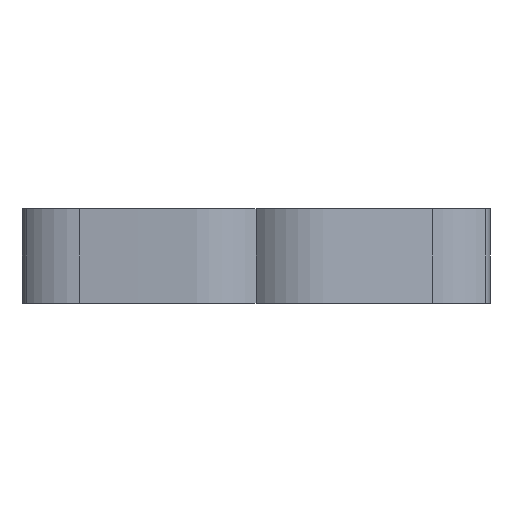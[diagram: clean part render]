
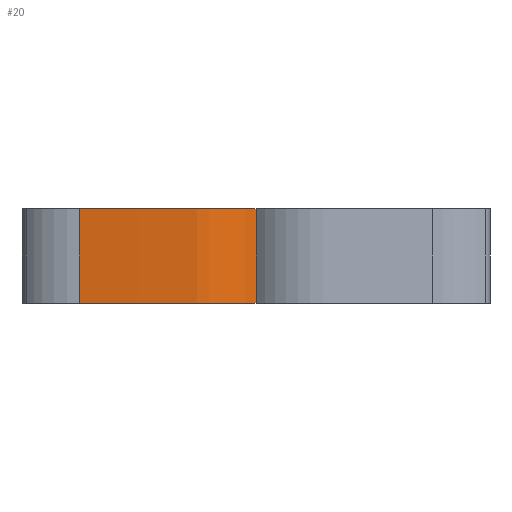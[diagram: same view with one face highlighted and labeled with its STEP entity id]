
A CAD part, left-side view. The second image highlights one B-rep face of the part: STEP entity #20.
In plain terms, the highlighted free-form (B-spline) face has degree [2, 1] with [7, 2] control points.
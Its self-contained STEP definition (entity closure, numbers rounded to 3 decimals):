
#20=ADVANCED_FACE($,(#40),#274,.T.);
#40=FACE_OUTER_BOUND($,#60,.T.);
#60=EDGE_LOOP($,(#126,#127,#128,#129));
#126=ORIENTED_EDGE($,*,*,#223,.T.);
#127=ORIENTED_EDGE($,*,*,#206,.T.);
#128=ORIENTED_EDGE($,*,*,#222,.F.);
#129=ORIENTED_EDGE($,*,*,#189,.F.);
#189=EDGE_CURVE($,#242,#241,#294,.T.);
#206=EDGE_CURVE($,#259,#258,#306,.T.);
#222=EDGE_CURVE($,#241,#258,#332,.T.);
#223=EDGE_CURVE($,#242,#259,#333,.T.);
#241=VERTEX_POINT($,#865);
#242=VERTEX_POINT($,#866);
#258=VERTEX_POINT($,#882);
#259=VERTEX_POINT($,#883);
#274=(
BOUNDED_SURFACE()
B_SPLINE_SURFACE(2,1,((#716,#717),(#718,#719),(#720,#721),(#722,#723),(#724,
#725),(#726,#727),(#728,#729)),.UNSPECIFIED.,.F.,.F.,.F.)
B_SPLINE_SURFACE_WITH_KNOTS((3,2,2,3),(2,2),(-105.323,-100.811,
-97.672,-97.507),(0.,4.),.UNSPECIFIED.)
GEOMETRIC_REPRESENTATION_ITEM()
RATIONAL_B_SPLINE_SURFACE(((1.,1.),(1.,1.),(1.,1.),(0.906,0.906),
(1.,1.),(1.,1.),(1.,1.)))
REPRESENTATION_ITEM($)
SURFACE()
);
#294=(
BOUNDED_CURVE()
B_SPLINE_CURVE(2,(#480,#481,#482,#483,#484,#485,#486),.UNSPECIFIED.,.F.,
.F.)
B_SPLINE_CURVE_WITH_KNOTS((3,2,2,3),(97.507,97.672,100.811,
105.323),.UNSPECIFIED.)
CURVE()
GEOMETRIC_REPRESENTATION_ITEM()
RATIONAL_B_SPLINE_CURVE((1.,1.,1.,0.906,1.,1.,1.))
REPRESENTATION_ITEM($)
);
#306=(
BOUNDED_CURVE()
B_SPLINE_CURVE(2,(#574,#575,#576,#577,#578,#579,#580),.UNSPECIFIED.,.F.,
.F.)
B_SPLINE_CURVE_WITH_KNOTS((3,2,2,3),(97.507,97.672,100.811,
105.323),.UNSPECIFIED.)
CURVE()
GEOMETRIC_REPRESENTATION_ITEM()
RATIONAL_B_SPLINE_CURVE((1.,1.,1.,0.906,1.,1.,1.))
REPRESENTATION_ITEM($)
);
#332=B_SPLINE_CURVE_WITH_KNOTS($,1,(#656,#657),.UNSPECIFIED.,.F.,.F.,(2,
2),(0.,4.),.UNSPECIFIED.);
#333=B_SPLINE_CURVE_WITH_KNOTS($,1,(#658,#659),.UNSPECIFIED.,.F.,.F.,(2,
2),(0.,4.),.UNSPECIFIED.);
#480=CARTESIAN_POINT($,(-1.828,-1.,-4.));
#481=CARTESIAN_POINT($,(-1.887,-0.941,-4.));
#482=CARTESIAN_POINT($,(-1.946,-0.883,-4.));
#483=CARTESIAN_POINT($,(-3.131,0.303,-4.));
#484=CARTESIAN_POINT($,(-2.987,1.974,-4.));
#485=CARTESIAN_POINT($,(-2.792,4.221,-4.));
#486=CARTESIAN_POINT($,(-2.597,6.469,-4.));
#574=CARTESIAN_POINT($,(-1.828,-1.,0.));
#575=CARTESIAN_POINT($,(-1.887,-0.941,0.));
#576=CARTESIAN_POINT($,(-1.946,-0.883,0.));
#577=CARTESIAN_POINT($,(-3.131,0.303,0.));
#578=CARTESIAN_POINT($,(-2.987,1.974,0.));
#579=CARTESIAN_POINT($,(-2.792,4.221,0.));
#580=CARTESIAN_POINT($,(-2.597,6.469,0.));
#656=CARTESIAN_POINT($,(-2.597,6.469,-4.));
#657=CARTESIAN_POINT($,(-2.597,6.469,0.));
#658=CARTESIAN_POINT($,(-1.828,-1.,-4.));
#659=CARTESIAN_POINT($,(-1.828,-1.,0.));
#716=CARTESIAN_POINT($,(-2.597,6.469,-4.));
#717=CARTESIAN_POINT($,(-2.597,6.469,0.));
#718=CARTESIAN_POINT($,(-2.792,4.221,-4.));
#719=CARTESIAN_POINT($,(-2.792,4.221,0.));
#720=CARTESIAN_POINT($,(-2.987,1.974,-4.));
#721=CARTESIAN_POINT($,(-2.987,1.974,0.));
#722=CARTESIAN_POINT($,(-3.131,0.303,-4.));
#723=CARTESIAN_POINT($,(-3.131,0.303,0.));
#724=CARTESIAN_POINT($,(-1.946,-0.883,-4.));
#725=CARTESIAN_POINT($,(-1.946,-0.883,0.));
#726=CARTESIAN_POINT($,(-1.887,-0.941,-4.));
#727=CARTESIAN_POINT($,(-1.887,-0.941,0.));
#728=CARTESIAN_POINT($,(-1.828,-1.,-4.));
#729=CARTESIAN_POINT($,(-1.828,-1.,0.));
#865=CARTESIAN_POINT($,(-2.597,6.469,-4.));
#866=CARTESIAN_POINT($,(-1.828,-1.,-4.));
#882=CARTESIAN_POINT($,(-2.597,6.469,0.));
#883=CARTESIAN_POINT($,(-1.828,-1.,0.));
